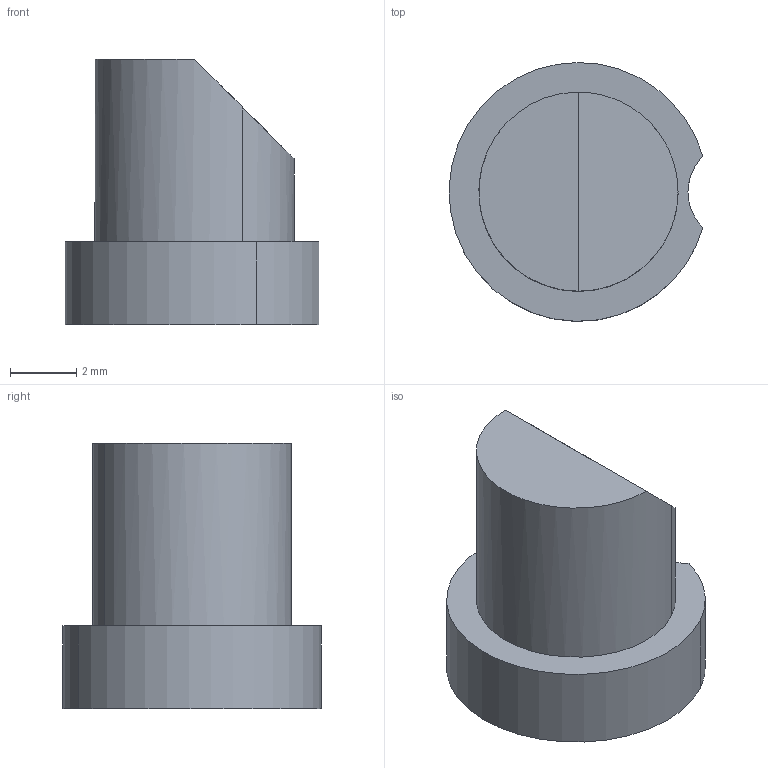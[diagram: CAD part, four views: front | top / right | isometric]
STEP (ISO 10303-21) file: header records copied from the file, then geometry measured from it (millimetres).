
FILE_DESCRIPTION(('CATIA V5 STEP Exchange'),'2;1');
FILE_NAME('Ergot anti-retour.stp','2020-08-05T08:22:43+00:00',('none'),('none'),'CATIA Version 5 Release 19 GA (IN-10)','CATIA V5 STEP AP203','none');
FILE_SCHEMA(('CONFIG_CONTROL_DESIGN'));
Length unit declared in the file: millimetre
Products named in the file (1): Part1
Bounding box: 7.65 x 7.8 x 8 mm (x, y, z)
Volume: 186 mm3; surface area: 302.1 mm2
Topology: 1 solids, 1 shells, 14 faces, 31 edges, 21 vertices
Faces by surface type: cylinder 9, plane 5
Entity records: 410 total; most frequent: CARTESIAN_POINT 78, ORIENTED_EDGE 62, DIRECTION 46, EDGE_CURVE 31, AXIS2_PLACEMENT_3D 28, VERTEX_POINT 21, CIRCLE 18, EDGE_LOOP 16
